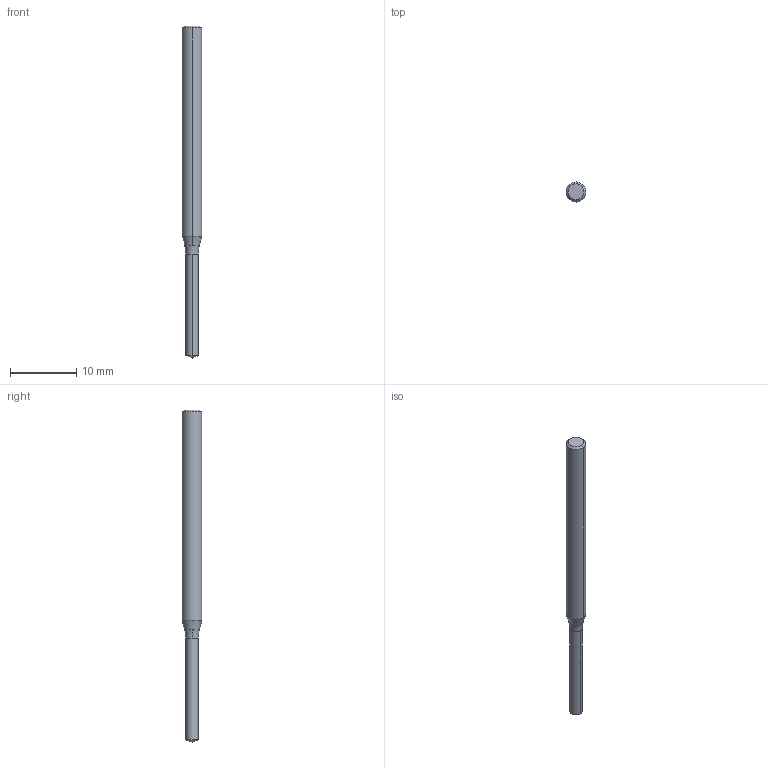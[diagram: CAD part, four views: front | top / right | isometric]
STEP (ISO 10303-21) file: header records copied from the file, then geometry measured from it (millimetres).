
FILE_DESCRIPTION(('STEP AP214'),'1');
FILE_NAME('608064897-000-01-E43.stp','2025-01-15T10:52:03',(' '),(' '),'Spatial InterOp 3D',' ',' ');
FILE_SCHEMA(('AUTOMOTIVE_DESIGN { 1 0 10303 214 1 1 1 1 }'));
Length unit declared in the file: millimetre
Products named in the file (1): 1
Bounding box: 3 x 3 x 50 mm (x, y, z)
Volume: 278.9 mm3; surface area: 423.9 mm2
Topology: 2 solids, 2 shells, 17 faces, 49 edges, 35 vertices
Faces by surface type: cone 8, cylinder 4, plane 3, torus 2
Entity records: 714 total; most frequent: DIRECTION 111, CARTESIAN_POINT 90, ORIENTED_EDGE 66, AXIS2_PLACEMENT_3D 45, EDGE_CURVE 33, LINE 25, VECTOR 25, CIRCLE 22
